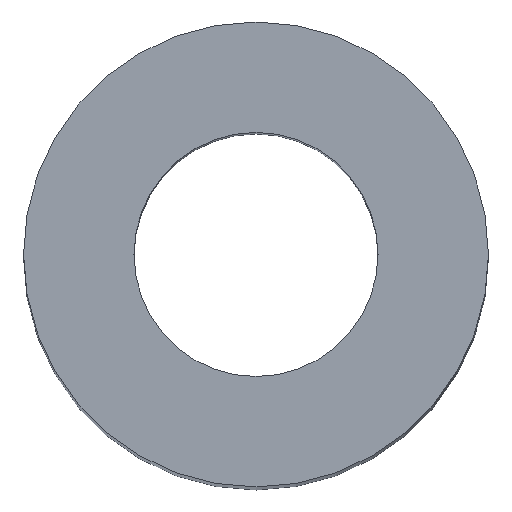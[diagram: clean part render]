
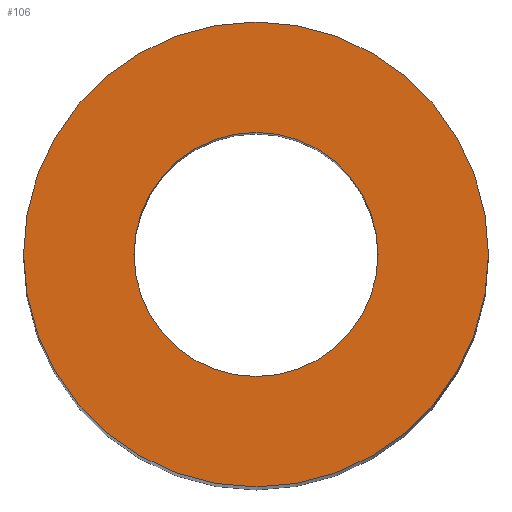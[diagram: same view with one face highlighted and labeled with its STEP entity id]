
A CAD part, top view. The second image highlights one B-rep face of the part: STEP entity #106.
In plain terms, the highlighted planar face has unit normal (0, 0, 1).
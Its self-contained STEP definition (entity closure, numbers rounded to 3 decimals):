
#19=FACE_BOUND('',#32,.T.);
#23=FACE_OUTER_BOUND('',#31,.T.);
#31=EDGE_LOOP('',(#83));
#32=EDGE_LOOP('',(#84));
#40=CIRCLE('',#129,2.1);
#41=CIRCLE('',#131,4.);
#59=VERTEX_POINT('',#181);
#60=VERTEX_POINT('',#185);
#67=EDGE_CURVE('',#59,#59,#40,.T.);
#69=EDGE_CURVE('',#60,#60,#41,.T.);
#83=ORIENTED_EDGE('',*,*,#69,.T.);
#84=ORIENTED_EDGE('',*,*,#67,.T.);
#101=PLANE('',#130);
#106=ADVANCED_FACE('',(#23,#19),#101,.T.);
#129=AXIS2_PLACEMENT_3D('',#182,#149,#150);
#130=AXIS2_PLACEMENT_3D('',#184,#152,#153);
#131=AXIS2_PLACEMENT_3D('',#186,#154,#155);
#149=DIRECTION('center_axis',(0.,0.,-1.));
#150=DIRECTION('ref_axis',(1.,0.,0.));
#152=DIRECTION('center_axis',(0.,0.,1.));
#153=DIRECTION('ref_axis',(1.,0.,0.));
#154=DIRECTION('center_axis',(0.,0.,1.));
#155=DIRECTION('ref_axis',(1.,0.,0.));
#181=CARTESIAN_POINT('',(-2.1,0.,15.));
#182=CARTESIAN_POINT('Origin',(0.,0.,15.));
#184=CARTESIAN_POINT('Origin',(0.,0.,15.));
#185=CARTESIAN_POINT('',(-4.,0.,15.));
#186=CARTESIAN_POINT('Origin',(0.,0.,15.));
